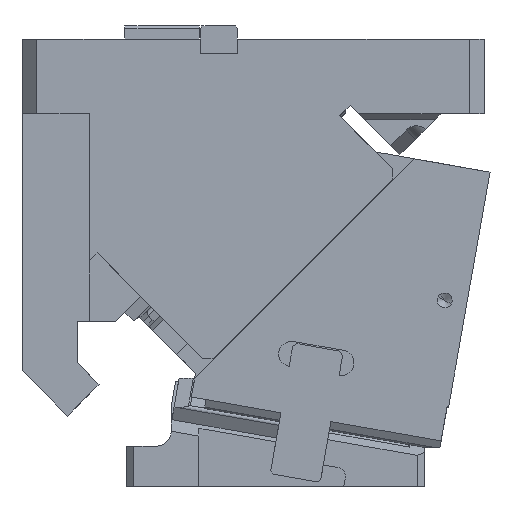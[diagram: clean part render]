
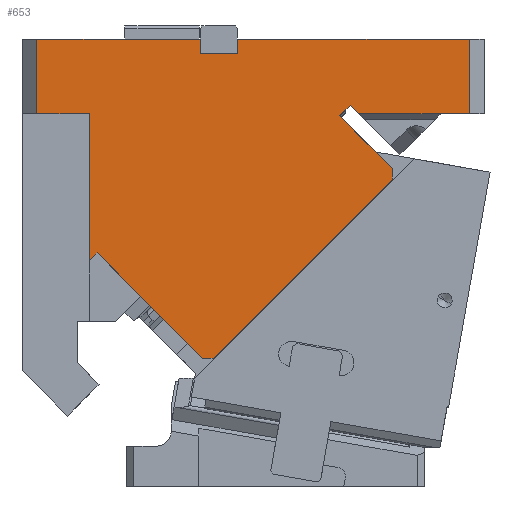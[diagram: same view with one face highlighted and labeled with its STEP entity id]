
A CAD part, front view. The second image highlights one B-rep face of the part: STEP entity #653.
In plain terms, the highlighted planar face has unit normal (0, -1, 0).
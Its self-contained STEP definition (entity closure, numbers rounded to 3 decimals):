
#132=CARTESIAN_POINT('Vertex',(-300.,-75.,300.)) ;
#135=CARTESIAN_POINT('Line Origine',(-245.25,-75.,300.)) ;
#139=CARTESIAN_POINT('Vertex',(-190.5,-75.,300.)) ;
#487=CARTESIAN_POINT('Vertex',(-300.,-75.,250.)) ;
#490=CARTESIAN_POINT('Line Origine',(-300.,-75.,275.)) ;
#502=CARTESIAN_POINT('Axis2P3D Location',(0.,-75.,250.)) ;
#507=CARTESIAN_POINT('Line Origine',(-265.,-75.,200.615)) ;
#511=CARTESIAN_POINT('Vertex',(-265.,-75.,250.)) ;
#513=CARTESIAN_POINT('Vertex',(-265.,-75.,151.23)) ;
#516=CARTESIAN_POINT('Line Origine',(-262.328,-75.,153.902)) ;
#520=CARTESIAN_POINT('Vertex',(-259.656,-75.,156.574)) ;
#523=CARTESIAN_POINT('Line Origine',(-224.301,-75.,121.218)) ;
#527=CARTESIAN_POINT('Vertex',(-188.946,-75.,85.863)) ;
#530=CARTESIAN_POINT('Line Origine',(-185.41,-75.,85.863)) ;
#534=CARTESIAN_POINT('Vertex',(-181.875,-75.,85.863)) ;
#537=CARTESIAN_POINT('Line Origine',(-121.77,-75.,145.967)) ;
#541=CARTESIAN_POINT('Vertex',(-61.666,-75.,206.071)) ;
#544=CARTESIAN_POINT('Line Origine',(-61.666,-75.,209.607)) ;
#548=CARTESIAN_POINT('Vertex',(-61.666,-75.,213.142)) ;
#551=CARTESIAN_POINT('Line Origine',(-79.354,-75.,230.829)) ;
#555=CARTESIAN_POINT('Vertex',(-97.041,-75.,248.517)) ;
#558=CARTESIAN_POINT('Line Origine',(-95.273,-75.,250.284)) ;
#562=CARTESIAN_POINT('Vertex',(-93.505,-75.,252.052)) ;
#565=CARTESIAN_POINT('Line Origine',(-93.496,-75.,252.043)) ;
#569=CARTESIAN_POINT('Vertex',(-93.486,-75.,252.033)) ;
#572=CARTESIAN_POINT('Line Origine',(-91.718,-75.,253.801)) ;
#576=CARTESIAN_POINT('Vertex',(-89.951,-75.,255.569)) ;
#579=CARTESIAN_POINT('Line Origine',(-87.166,-75.,252.784)) ;
#583=CARTESIAN_POINT('Vertex',(-84.382,-75.,250.)) ;
#586=CARTESIAN_POINT('Line Origine',(-47.191,-75.,250.)) ;
#590=CARTESIAN_POINT('Vertex',(-10.,-75.,250.)) ;
#593=CARTESIAN_POINT('Line Origine',(-10.,-75.,275.)) ;
#597=CARTESIAN_POINT('Vertex',(-10.,-75.,300.)) ;
#600=CARTESIAN_POINT('Line Origine',(-87.75,-75.,300.)) ;
#604=CARTESIAN_POINT('Vertex',(-165.5,-75.,300.)) ;
#607=CARTESIAN_POINT('Line Origine',(-165.5,-75.,295.)) ;
#611=CARTESIAN_POINT('Vertex',(-165.5,-75.,290.)) ;
#614=CARTESIAN_POINT('Line Origine',(-178.,-75.,290.)) ;
#618=CARTESIAN_POINT('Vertex',(-190.5,-75.,290.)) ;
#621=CARTESIAN_POINT('Line Origine',(-190.5,-75.,295.)) ;
#626=CARTESIAN_POINT('Line Origine',(-282.5,-75.,250.)) ;
#136=DIRECTION('Vector Direction',(-1.,0.,0.)) ;
#491=DIRECTION('Vector Direction',(0.,0.,-1.)) ;
#503=DIRECTION('Axis2P3D Direction',(0.,1.,0.)) ;
#504=DIRECTION('Axis2P3D XDirection',(-1.,0.,0.)) ;
#508=DIRECTION('Vector Direction',(0.,0.,-1.)) ;
#517=DIRECTION('Vector Direction',(0.707,0.,0.707)) ;
#524=DIRECTION('Vector Direction',(-0.707,0.,0.707)) ;
#531=DIRECTION('Vector Direction',(1.,0.,0.)) ;
#538=DIRECTION('Vector Direction',(0.707,0.,0.707)) ;
#545=DIRECTION('Vector Direction',(0.,0.,1.)) ;
#552=DIRECTION('Vector Direction',(-0.707,0.,0.707)) ;
#559=DIRECTION('Vector Direction',(-0.707,0.,-0.707)) ;
#566=DIRECTION('Vector Direction',(-0.707,0.,0.707)) ;
#573=DIRECTION('Vector Direction',(0.707,0.,0.707)) ;
#580=DIRECTION('Vector Direction',(0.707,0.,-0.707)) ;
#587=DIRECTION('Vector Direction',(1.,0.,0.)) ;
#594=DIRECTION('Vector Direction',(0.,0.,1.)) ;
#601=DIRECTION('Vector Direction',(-1.,0.,0.)) ;
#608=DIRECTION('Vector Direction',(0.,0.,1.)) ;
#615=DIRECTION('Vector Direction',(1.,0.,0.)) ;
#622=DIRECTION('Vector Direction',(0.,0.,1.)) ;
#627=DIRECTION('Vector Direction',(1.,0.,0.)) ;
#505=AXIS2_PLACEMENT_3D('Plane Axis2P3D',#502,#503,#504) ;
#632=ORIENTED_EDGE('',*,*,#515,.T.) ;
#633=ORIENTED_EDGE('',*,*,#522,.T.) ;
#634=ORIENTED_EDGE('',*,*,#529,.F.) ;
#635=ORIENTED_EDGE('',*,*,#536,.T.) ;
#636=ORIENTED_EDGE('',*,*,#543,.T.) ;
#637=ORIENTED_EDGE('',*,*,#550,.T.) ;
#638=ORIENTED_EDGE('',*,*,#557,.T.) ;
#639=ORIENTED_EDGE('',*,*,#564,.F.) ;
#640=ORIENTED_EDGE('',*,*,#571,.F.) ;
#641=ORIENTED_EDGE('',*,*,#578,.T.) ;
#642=ORIENTED_EDGE('',*,*,#585,.T.) ;
#643=ORIENTED_EDGE('',*,*,#592,.T.) ;
#644=ORIENTED_EDGE('',*,*,#599,.T.) ;
#645=ORIENTED_EDGE('',*,*,#606,.T.) ;
#646=ORIENTED_EDGE('',*,*,#613,.F.) ;
#647=ORIENTED_EDGE('',*,*,#620,.F.) ;
#648=ORIENTED_EDGE('',*,*,#625,.T.) ;
#649=ORIENTED_EDGE('',*,*,#141,.T.) ;
#650=ORIENTED_EDGE('',*,*,#494,.T.) ;
#651=ORIENTED_EDGE('',*,*,#630,.T.) ;
#137=VECTOR('Line Direction',#136,1.) ;
#492=VECTOR('Line Direction',#491,1.) ;
#509=VECTOR('Line Direction',#508,1.) ;
#518=VECTOR('Line Direction',#517,1.) ;
#525=VECTOR('Line Direction',#524,1.) ;
#532=VECTOR('Line Direction',#531,1.) ;
#539=VECTOR('Line Direction',#538,1.) ;
#546=VECTOR('Line Direction',#545,1.) ;
#553=VECTOR('Line Direction',#552,1.) ;
#560=VECTOR('Line Direction',#559,1.) ;
#567=VECTOR('Line Direction',#566,1.) ;
#574=VECTOR('Line Direction',#573,1.) ;
#581=VECTOR('Line Direction',#580,1.) ;
#588=VECTOR('Line Direction',#587,1.) ;
#595=VECTOR('Line Direction',#594,1.) ;
#602=VECTOR('Line Direction',#601,1.) ;
#609=VECTOR('Line Direction',#608,1.) ;
#616=VECTOR('Line Direction',#615,1.) ;
#623=VECTOR('Line Direction',#622,1.) ;
#628=VECTOR('Line Direction',#627,1.) ;
#653=ADVANCED_FACE('CAM HOLDER',(#652),#506,.F.) ;
#141=EDGE_CURVE('',#140,#133,#138,.T.) ;
#494=EDGE_CURVE('',#133,#488,#493,.T.) ;
#515=EDGE_CURVE('',#512,#514,#510,.T.) ;
#522=EDGE_CURVE('',#514,#521,#519,.T.) ;
#529=EDGE_CURVE('',#528,#521,#526,.T.) ;
#536=EDGE_CURVE('',#528,#535,#533,.T.) ;
#543=EDGE_CURVE('',#535,#542,#540,.T.) ;
#550=EDGE_CURVE('',#542,#549,#547,.T.) ;
#557=EDGE_CURVE('',#549,#556,#554,.T.) ;
#564=EDGE_CURVE('',#563,#556,#561,.T.) ;
#571=EDGE_CURVE('',#570,#563,#568,.T.) ;
#578=EDGE_CURVE('',#570,#577,#575,.T.) ;
#585=EDGE_CURVE('',#577,#584,#582,.T.) ;
#592=EDGE_CURVE('',#584,#591,#589,.T.) ;
#599=EDGE_CURVE('',#591,#598,#596,.T.) ;
#606=EDGE_CURVE('',#598,#605,#603,.T.) ;
#613=EDGE_CURVE('',#612,#605,#610,.T.) ;
#620=EDGE_CURVE('',#619,#612,#617,.T.) ;
#625=EDGE_CURVE('',#619,#140,#624,.T.) ;
#630=EDGE_CURVE('',#488,#512,#629,.T.) ;
#631=EDGE_LOOP('',(#632,#633,#634,#635,#636,#637,#638,#639,#640,#641,#642,#643,#644,#645,#646,#647,#648,#649,#650,#651)) ;
#652=FACE_OUTER_BOUND('',#631,.T.) ;
#138=LINE('Line',#135,#137) ;
#493=LINE('Line',#490,#492) ;
#510=LINE('Line',#507,#509) ;
#519=LINE('Line',#516,#518) ;
#526=LINE('Line',#523,#525) ;
#533=LINE('Line',#530,#532) ;
#540=LINE('Line',#537,#539) ;
#547=LINE('Line',#544,#546) ;
#554=LINE('Line',#551,#553) ;
#561=LINE('Line',#558,#560) ;
#568=LINE('Line',#565,#567) ;
#575=LINE('Line',#572,#574) ;
#582=LINE('Line',#579,#581) ;
#589=LINE('Line',#586,#588) ;
#596=LINE('Line',#593,#595) ;
#603=LINE('Line',#600,#602) ;
#610=LINE('Line',#607,#609) ;
#617=LINE('Line',#614,#616) ;
#624=LINE('Line',#621,#623) ;
#629=LINE('Line',#626,#628) ;
#506=PLANE('Plane',#505) ;
#133=VERTEX_POINT('',#132) ;
#140=VERTEX_POINT('',#139) ;
#488=VERTEX_POINT('',#487) ;
#512=VERTEX_POINT('',#511) ;
#514=VERTEX_POINT('',#513) ;
#521=VERTEX_POINT('',#520) ;
#528=VERTEX_POINT('',#527) ;
#535=VERTEX_POINT('',#534) ;
#542=VERTEX_POINT('',#541) ;
#549=VERTEX_POINT('',#548) ;
#556=VERTEX_POINT('',#555) ;
#563=VERTEX_POINT('',#562) ;
#570=VERTEX_POINT('',#569) ;
#577=VERTEX_POINT('',#576) ;
#584=VERTEX_POINT('',#583) ;
#591=VERTEX_POINT('',#590) ;
#598=VERTEX_POINT('',#597) ;
#605=VERTEX_POINT('',#604) ;
#612=VERTEX_POINT('',#611) ;
#619=VERTEX_POINT('',#618) ;
